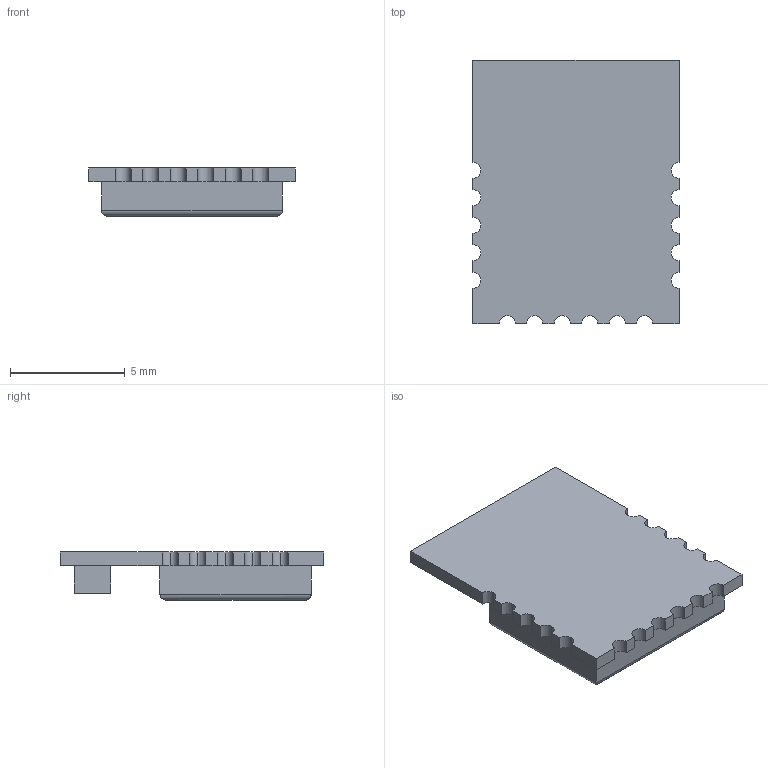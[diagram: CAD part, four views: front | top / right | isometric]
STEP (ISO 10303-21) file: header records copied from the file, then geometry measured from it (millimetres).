
FILE_DESCRIPTION (( 'STEP AP214' ), '1' );
FILE_NAME ('User Library-Module_Microchip_RN4871.STEP', '2018-11-20T13:12:27', ( '' ), ( '' ), 'SwSTEP 2.0', 'SolidWorks 2018', '' );
FILE_SCHEMA (( 'AUTOMOTIVE_DESIGN' ));
Length unit declared in the file: millimetre
Products named in the file (1): User Library-Module_Microchip_RN4871
Bounding box: 9 x 11.5 x 2.1 mm (x, y, z)
Volume: 144.4 mm3; surface area: 396.2 mm2
Topology: 3 solids, 3 shells, 59 faces, 155 edges, 102 vertices
Faces by surface type: plane 34, cylinder 25
Entity records: 2245 total; most frequent: CARTESIAN_POINT 329, DIRECTION 313, ORIENTED_EDGE 310, EDGE_CURVE 155, VECTOR 109, LINE 109, AXIS2_PLACEMENT_3D 102, VERTEX_POINT 102
